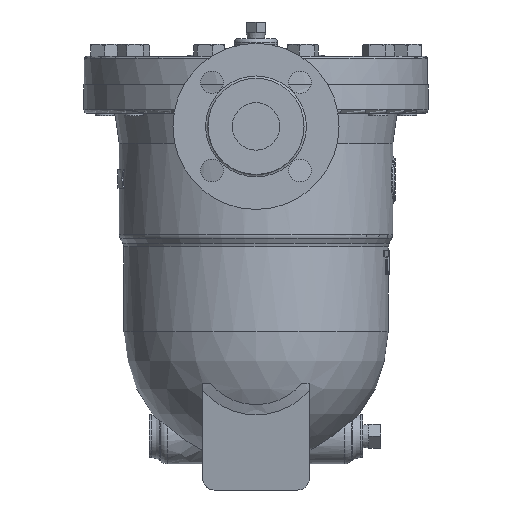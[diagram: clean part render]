
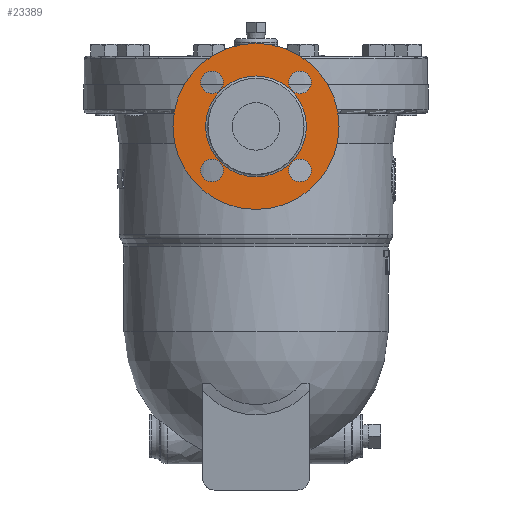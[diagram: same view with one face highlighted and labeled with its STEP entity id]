
A CAD part, left-side view. The second image highlights one B-rep face of the part: STEP entity #23389.
In plain terms, the highlighted planar face has unit normal (-1, 0, 0).
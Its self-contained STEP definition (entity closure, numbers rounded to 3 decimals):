
#23271=CARTESIAN_POINT('',(-188.0,0.,7.5));
#23272=VERTEX_POINT('',#23271);
#23273=CARTESIAN_POINT('',(-188.,0.0,-35.));
#23274=DIRECTION('',(-1.0,0.0,0.0));
#23275=DIRECTION('',(0.0,0.0,-1.0));
#23276=AXIS2_PLACEMENT_3D('',#23273,#23274,#23275);
#23277=CIRCLE('',#23276,42.5);
#23278=EDGE_CURVE('',#23272,#23272,#23277,.T.);
#23322=CARTESIAN_POINT('',(-188.0,0.0,35.));
#23323=VERTEX_POINT('',#23322);
#23324=CARTESIAN_POINT('',(-188.,0.0,-35.));
#23325=DIRECTION('',(-1.0,0.0,0.0));
#23326=DIRECTION('',(0.0,0.0,1.0));
#23327=AXIS2_PLACEMENT_3D('',#23324,#23325,#23326);
#23328=CIRCLE('',#23327,70.0);
#23329=EDGE_CURVE('',#23323,#23323,#23328,.T.);
#23334=CARTESIAN_POINT('',(-188.0,0.0,20.25));
#23335=DIRECTION('',(-1.0,0.0,0.0));
#23336=DIRECTION('',(0.0,0.0,1.0));
#23337=AXIS2_PLACEMENT_3D('',#23334,#23335,#23336);
#23338=PLANE('',#23337);
#23339=ORIENTED_EDGE('',*,*,#23329,.T.);
#23340=EDGE_LOOP('',(#23339));
#23341=FACE_OUTER_BOUND('',#23340,.T.);
#23342=CARTESIAN_POINT('',(-188.,46.623,-72.123));
#23343=VERTEX_POINT('',#23342);
#23344=CARTESIAN_POINT('',(-188.,37.123,-72.123));
#23345=DIRECTION('',(1.0,0.0,0.0));
#23346=DIRECTION('',(0.0,1.0,0.0));
#23347=AXIS2_PLACEMENT_3D('',#23344,#23345,#23346);
#23348=CIRCLE('',#23347,9.5);
#23349=EDGE_CURVE('',#23343,#23343,#23348,.T.);
#23350=ORIENTED_EDGE('',*,*,#23349,.T.);
#23351=EDGE_LOOP('',(#23350));
#23352=FACE_BOUND('',#23351,.T.);
#23353=ORIENTED_EDGE('',*,*,#23278,.F.);
#23354=EDGE_LOOP('',(#23353));
#23355=FACE_BOUND('',#23354,.T.);
#23356=CARTESIAN_POINT('',(-188.0,-46.623,2.123));
#23357=VERTEX_POINT('',#23356);
#23358=CARTESIAN_POINT('',(-188.,-37.123,2.123));
#23359=DIRECTION('',(1.0,0.0,0.0));
#23360=DIRECTION('',(0.0,-1.0,0.0));
#23361=AXIS2_PLACEMENT_3D('',#23358,#23359,#23360);
#23362=CIRCLE('',#23361,9.5);
#23363=EDGE_CURVE('',#23357,#23357,#23362,.T.);
#23364=ORIENTED_EDGE('',*,*,#23363,.T.);
#23365=EDGE_LOOP('',(#23364));
#23366=FACE_BOUND('',#23365,.T.);
#23367=CARTESIAN_POINT('',(-188.0,37.123,11.623));
#23368=VERTEX_POINT('',#23367);
#23369=CARTESIAN_POINT('',(-188.,37.123,2.123));
#23370=DIRECTION('',(1.0,0.0,0.0));
#23371=DIRECTION('',(0.0,0.0,1.0));
#23372=AXIS2_PLACEMENT_3D('',#23369,#23370,#23371);
#23373=CIRCLE('',#23372,9.5);
#23374=EDGE_CURVE('',#23368,#23368,#23373,.T.);
#23375=ORIENTED_EDGE('',*,*,#23374,.T.);
#23376=EDGE_LOOP('',(#23375));
#23377=FACE_BOUND('',#23376,.T.);
#23378=CARTESIAN_POINT('',(-188.,-37.123,-81.623));
#23379=VERTEX_POINT('',#23378);
#23380=CARTESIAN_POINT('',(-188.,-37.123,-72.123));
#23381=DIRECTION('',(1.0,0.0,0.0));
#23382=DIRECTION('',(0.0,0.0,-1.0));
#23383=AXIS2_PLACEMENT_3D('',#23380,#23381,#23382);
#23384=CIRCLE('',#23383,9.5);
#23385=EDGE_CURVE('',#23379,#23379,#23384,.T.);
#23386=ORIENTED_EDGE('',*,*,#23385,.T.);
#23387=EDGE_LOOP('',(#23386));
#23388=FACE_BOUND('',#23387,.T.);
#23389=ADVANCED_FACE('',(#23341,#23352,#23355,#23366,#23377,#23388),#23338,.T.);
